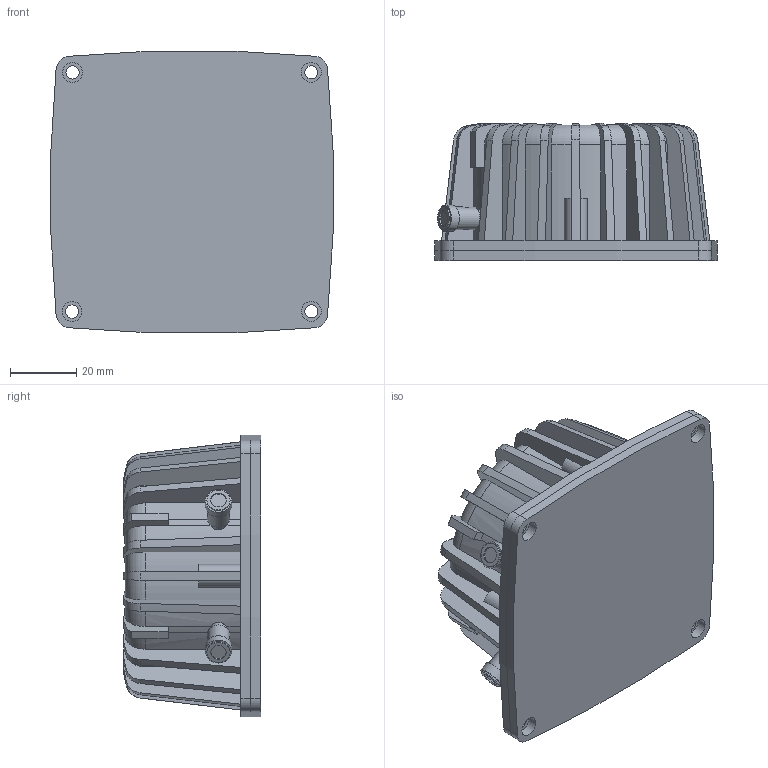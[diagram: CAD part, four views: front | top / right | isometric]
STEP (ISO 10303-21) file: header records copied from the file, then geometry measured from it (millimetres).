
FILE_DESCRIPTION(/* description */ (''),/* implementation_level */ '2;1');
FILE_NAME(/* name */ 'ASX08604-SW-R.ipt.stp',/* time_stamp */ '2020-05-28T11:18:05-04:00',/* author */ ('vandenbroek'),/* organization */ (''),/* preprocessor_version */ 'ST-DEVELOPER v16.1',/* originating_system */ 'Autodesk Inventor 2016',/* authorisation */ '');
FILE_SCHEMA (('AUTOMOTIVE_DESIGN { 1 0 10303 214 3 1 1 }'));
Length unit declared in the file: millimetre
Products named in the file (1): ASX08604-SW-R
Bounding box: 85.52 x 41.53 x 85.41 mm (x, y, z)
Volume: 169007 mm3; surface area: 49368.6 mm2
Topology: 10 solids, 12 shells, 341 faces, 916 edges, 608 vertices
Faces by surface type: plane 97, cylinder 95, cone 74, torus 73, sphere 2
Full cylindrical faces by diameter (mm): 2 x2, 4 x4, 4.8 x2, 6 x4, 6.85 x2, 7 x2, 8 x2, 21 x1, 29.5 x1, 30 x1
Entity records: 12805 total; most frequent: CARTESIAN_POINT 4175, ORIENTED_EDGE 1778, DIRECTION 1645, EDGE_CURVE 888, AXIS2_PLACEMENT_3D 662, VERTEX_POINT 604, EDGE_LOOP 399, STYLED_ITEM 351
